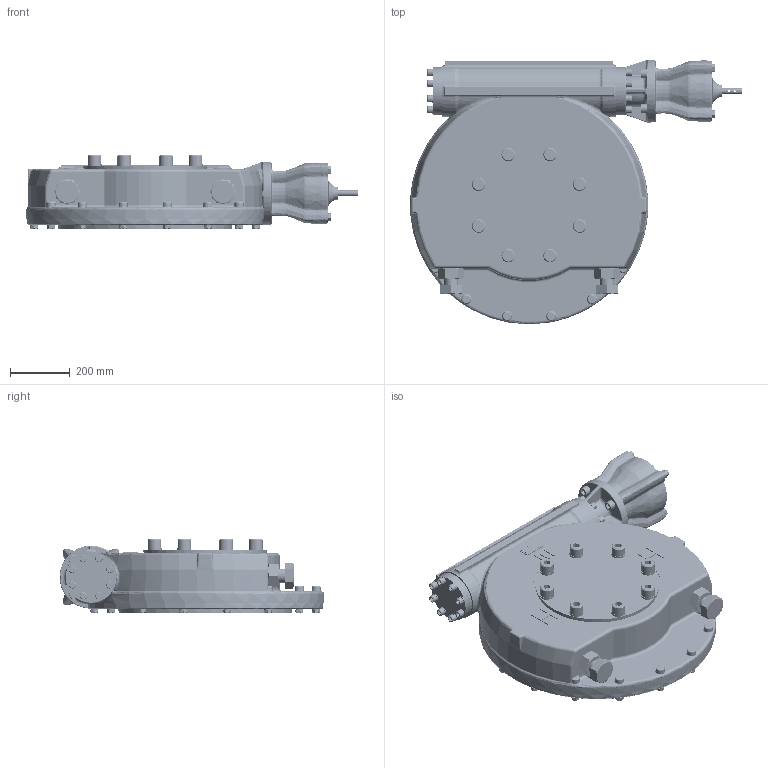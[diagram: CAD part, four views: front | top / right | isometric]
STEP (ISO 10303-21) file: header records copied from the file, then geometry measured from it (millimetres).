
FILE_DESCRIPTION(/* description */ ('Unknown'),/* implementation_level */ '2;1');
FILE_NAME(/* name */ 'PUB-HOW112BB-MPR36-MAN_SOLID_0-1',/* time_stamp */ '2019-10-23T09:40:09+01:00',/* author */ ('Unknown'),/* organization */ ('Unknown'),/* preprocessor_version */ 'ST-DEVELOPER v16.7',/* originating_system */ 'DEX',/* authorisation */ $);
FILE_SCHEMA (('AUTOMOTIVE_DESIGN {1 0 10303 214 3 1 1}'));
Products named in the file (1): PUB-HOW112BB-MPR36-MAN_SOLID_0-1
Bounding box: 1108 x 883.49 x 247.1 mm (x, y, z)
Surface area: 3401336.7 mm2 (no closed solid volume)
Topology: 0 solids, 1 shells, 12604 faces, 34970 edges, 22538 vertices
Faces by surface type: plane 5999, cylinder 3681, bspline 1950, cone 573, torus 271, sphere 130
Full cylindrical faces by diameter (mm): 2.5 x2, 5 x3, 6 x6, 14 x1, 15 x3, 16 x4, 16.5 x4, 17 x7, 20 x7, 20.5 x4, 22.098 x1, 23 x2, 24 x16, 25 x4, 25.4 x60, 26 x2, 28 x4, 30 x9, 31.67 x8, 36 x1, 45 x8, 47 x8, 48 x2, 140 x1, 150 x1, 160 x2, 170 x1, 188 x1, 193 x1, 210 x1
Entity records: 476091 total; most frequent: CARTESIAN_POINT 174678, ORIENTED_EDGE 68020, DIRECTION 56478, EDGE_CURVE 34010, VERTEX_POINT 22251, AXIS2_PLACEMENT_3D 20241, LINE 15996, VECTOR 15996
